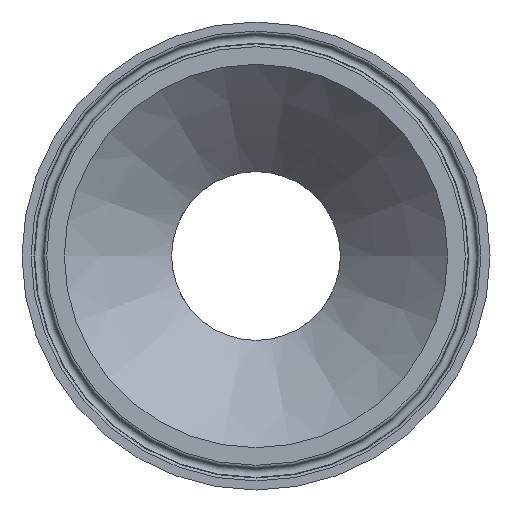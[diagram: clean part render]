
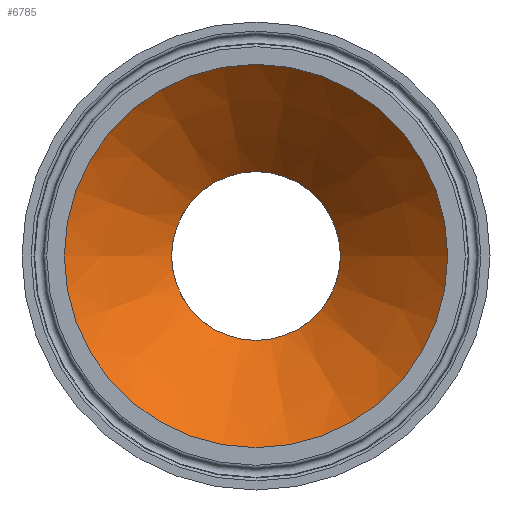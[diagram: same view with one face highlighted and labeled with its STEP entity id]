
A CAD part, left-side view. The second image highlights one B-rep face of the part: STEP entity #6785.
In plain terms, the highlighted conical face has half-angle 45.315 degrees and reference radius 35.07 mm.
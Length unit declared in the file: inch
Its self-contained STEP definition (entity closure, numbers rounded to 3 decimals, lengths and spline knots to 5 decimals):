
#24=CONICAL_SURFACE('',#7216,1.38073,45.315);
#119=FACE_BOUND('',#1254,.T.);
#824=FACE_OUTER_BOUND('',#1253,.T.);
#1253=EDGE_LOOP('',(#6342));
#1254=EDGE_LOOP('',(#6343));
#1426=CIRCLE('',#7211,1.917);
#1428=CIRCLE('',#7215,0.84445);
#3346=VERTEX_POINT('',#14529);
#3348=VERTEX_POINT('',#14535);
#4345=EDGE_CURVE('',#3346,#3346,#1426,.T.);
#4347=EDGE_CURVE('',#3348,#3348,#1428,.T.);
#6342=ORIENTED_EDGE('',*,*,#4345,.F.);
#6343=ORIENTED_EDGE('',*,*,#4347,.T.);
#6785=ADVANCED_FACE('',(#824,#119),#24,.F.);
#7211=AXIS2_PLACEMENT_3D('',#14530,#8523,#8524);
#7215=AXIS2_PLACEMENT_3D('',#14536,#8531,#8532);
#7216=AXIS2_PLACEMENT_3D('',#14537,#8533,#8534);
#8523=DIRECTION('center_axis',(1.,0.,0.));
#8524=DIRECTION('ref_axis',(0.,1.,0.));
#8531=DIRECTION('center_axis',(1.,0.,0.));
#8532=DIRECTION('ref_axis',(0.,1.,0.));
#8533=DIRECTION('center_axis',(-1.,0.,0.));
#8534=DIRECTION('ref_axis',(0.,1.,0.));
#14529=CARTESIAN_POINT('',(0.,1.917,0.));
#14530=CARTESIAN_POINT('Origin',(0.,0.,
0.));
#14535=CARTESIAN_POINT('',(1.06081,0.84445,0.));
#14536=CARTESIAN_POINT('Origin',(1.06081,0.,
0.));
#14537=CARTESIAN_POINT('Origin',(0.5304,0.,
0.));
